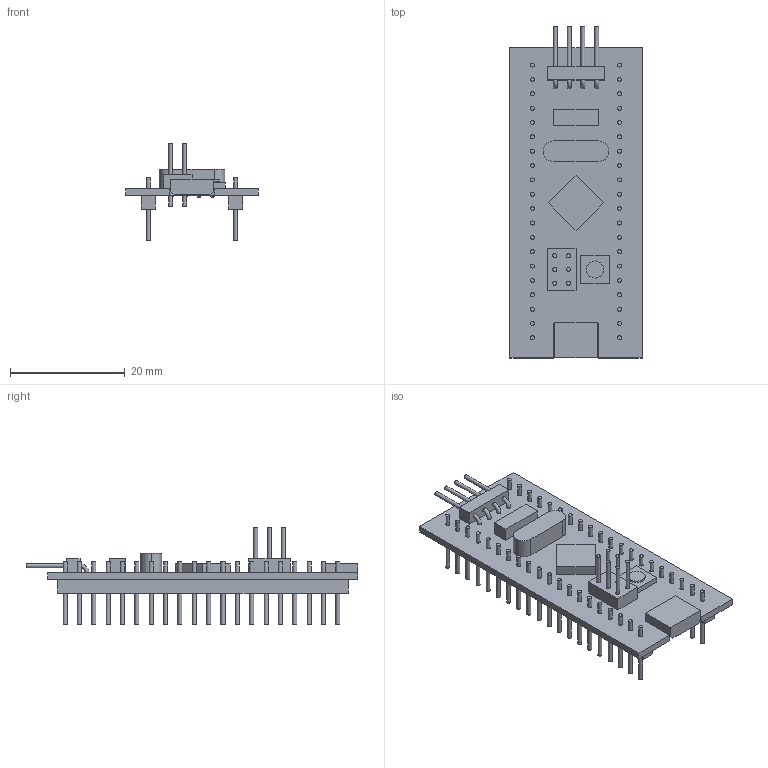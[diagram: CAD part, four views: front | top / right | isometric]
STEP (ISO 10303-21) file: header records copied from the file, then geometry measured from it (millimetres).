
FILE_DESCRIPTION(('HOOPS Exchange Step'),'2;1');
FILE_NAME('073a8047c5c08f790391b6192dd365a820211111-1-1xr71e0.SLDPRT.step','2021-11-11T21:44:26+00:00',('root'),('Unknown organisation'),'HOOPS Exchange 2021.0','HOOPS Exchange','Unknown authorisation');
FILE_SCHEMA( ('AP203_CONFIGURATION_CONTROLLED_3D_DESIGN_OF_MECHANICAL_PARTS_AND_ASSEMBLIES_MIM_LF') );
Length unit declared in the file: millimetre
Products named in the file (2): По умолчанию; 073a8047c5c08f790391b6192dd365a820211111-1-1xr71e0
Assembly tree (1 placements, depth 2):
  073a8047c5c08f790391b6192dd365a820211111-1-1xr71e0
    По умолчанию
Bounding box: 23 x 57.8 x 17 mm (x, y, z)
Volume: 2694.8 mm3; surface area: 4385 mm2
Topology: 1 solids, 1 shells, 265 faces, 616 edges, 462 vertices
Faces by surface type: plane 153, cylinder 100, torus 12
Full cylindrical faces by diameter (mm): 0.7 x96, 2.99 x1
Entity records: 8580 total; most frequent: CARTESIAN_POINT 1874, DIRECTION 1514, ORIENTED_EDGE 1232, AXIS2_PLACEMENT_3D 638, EDGE_CURVE 616, VERTEX_POINT 462, EDGE_LOOP 382, FACE_BOUND 382
